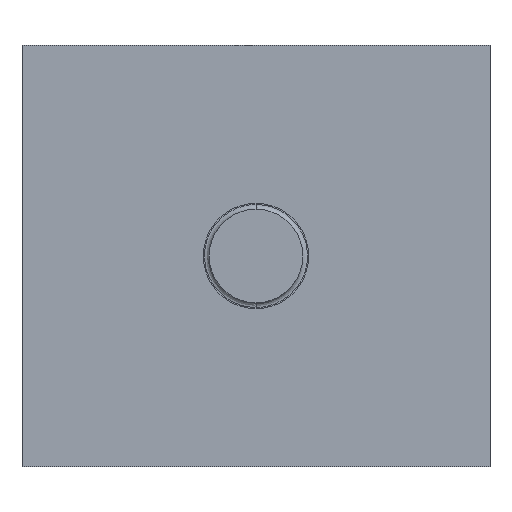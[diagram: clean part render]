
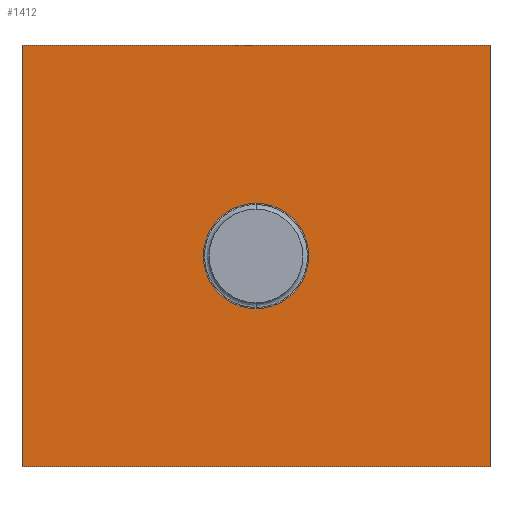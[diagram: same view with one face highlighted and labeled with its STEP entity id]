
A CAD part, front view. The second image highlights one B-rep face of the part: STEP entity #1412.
In plain terms, the highlighted planar face has unit normal (0, -1, 0).
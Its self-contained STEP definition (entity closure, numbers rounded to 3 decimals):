
#6 = AXIS2_PLACEMENT_3D ( 'NONE', #438, #300, #281 ) ;
#9 = CIRCLE ( 'NONE', #1866, 4.5 ) ;
#18 = ORIENTED_EDGE ( 'NONE', *, *, #796, .T. ) ;
#82 = VECTOR ( 'NONE', #249, 1000. ) ;
#90 = LINE ( 'NONE', #1554, #1814 ) ;
#117 = CARTESIAN_POINT ( 'NONE',  ( -20., 0., 0. ) ) ;
#133 = EDGE_CURVE ( 'NONE', #1923, #515, #9, .T. ) ;
#143 = ORIENTED_EDGE ( 'NONE', *, *, #133, .T. ) ;
#184 = CARTESIAN_POINT ( 'NONE',  ( -40., 0., 0. ) ) ;
#237 = DIRECTION ( 'NONE',  ( 1., 0., 0. ) ) ;
#240 = PLANE ( 'NONE',  #6 ) ;
#249 = DIRECTION ( 'NONE',  ( -1., 0., 0. ) ) ;
#281 = DIRECTION ( 'NONE',  ( 0., 0., -1. ) ) ;
#300 = DIRECTION ( 'NONE',  ( 0., -1., 0. ) ) ;
#367 = EDGE_LOOP ( 'NONE', ( #143, #1549 ) ) ;
#374 = ORIENTED_EDGE ( 'NONE', *, *, #1161, .T. ) ;
#438 = CARTESIAN_POINT ( 'NONE',  ( 0., 0., 0. ) ) ;
#515 = VERTEX_POINT ( 'NONE', #1237 ) ;
#561 = EDGE_CURVE ( 'NONE', #1944, #1252, #90, .T. ) ;
#644 = DIRECTION ( 'NONE',  ( 0., 0., 1. ) ) ;
#686 = VERTEX_POINT ( 'NONE', #2004 ) ;
#796 = EDGE_CURVE ( 'NONE', #686, #1944, #887, .T. ) ;
#873 = EDGE_LOOP ( 'NONE', ( #18, #1371, #374, #1859 ) ) ;
#884 = FACE_OUTER_BOUND ( 'NONE', #873, .T. ) ;
#887 = LINE ( 'NONE', #1011, #1413 ) ;
#894 = EDGE_CURVE ( 'NONE', #515, #1923, #1813, .T. ) ;
#912 = DIRECTION ( 'NONE',  ( 0., 0., -1. ) ) ;
#951 = VERTEX_POINT ( 'NONE', #1882 ) ;
#1011 = CARTESIAN_POINT ( 'NONE',  ( 0., 0., -18. ) ) ;
#1072 = EDGE_CURVE ( 'NONE', #951, #686, #1885, .T. ) ;
#1161 = EDGE_CURVE ( 'NONE', #1252, #951, #2014, .T. ) ;
#1231 = CARTESIAN_POINT ( 'NONE',  ( -20., 0., -4.5 ) ) ;
#1237 = CARTESIAN_POINT ( 'NONE',  ( -20., 0., 4.5 ) ) ;
#1239 = DIRECTION ( 'NONE',  ( 0., 1., 0. ) ) ;
#1252 = VERTEX_POINT ( 'NONE', #1663 ) ;
#1371 = ORIENTED_EDGE ( 'NONE', *, *, #561, .T. ) ;
#1401 = DIRECTION ( 'NONE',  ( 0., 0., -1. ) ) ;
#1412 = ADVANCED_FACE ( 'NONE', ( #1433, #884 ), #240, .T. ) ;
#1413 = VECTOR ( 'NONE', #237, 1000. ) ;
#1433 = FACE_BOUND ( 'NONE', #367, .T. ) ;
#1437 = DIRECTION ( 'NONE',  ( 0., 0., -1. ) ) ;
#1493 = AXIS2_PLACEMENT_3D ( 'NONE', #117, #1239, #1401 ) ;
#1549 = ORIENTED_EDGE ( 'NONE', *, *, #894, .T. ) ;
#1554 = CARTESIAN_POINT ( 'NONE',  ( 0., 0., 0. ) ) ;
#1557 = VECTOR ( 'NONE', #1437, 1000. ) ;
#1663 = CARTESIAN_POINT ( 'NONE',  ( 0., 0., 18. ) ) ;
#1690 = CARTESIAN_POINT ( 'NONE',  ( 0., 0., -18. ) ) ;
#1693 = DIRECTION ( 'NONE',  ( 0., 1., 0. ) ) ;
#1813 = CIRCLE ( 'NONE', #1493, 4.5 ) ;
#1814 = VECTOR ( 'NONE', #644, 1000. ) ;
#1859 = ORIENTED_EDGE ( 'NONE', *, *, #1072, .T. ) ;
#1866 = AXIS2_PLACEMENT_3D ( 'NONE', #2028, #1693, #912 ) ;
#1882 = CARTESIAN_POINT ( 'NONE',  ( -40., 0., 18. ) ) ;
#1885 = LINE ( 'NONE', #184, #1557 ) ;
#1923 = VERTEX_POINT ( 'NONE', #1231 ) ;
#1944 = VERTEX_POINT ( 'NONE', #1690 ) ;
#2004 = CARTESIAN_POINT ( 'NONE',  ( -40., 0., -18. ) ) ;
#2014 = LINE ( 'NONE', #2017, #82 ) ;
#2017 = CARTESIAN_POINT ( 'NONE',  ( 0., 0., 18. ) ) ;
#2028 = CARTESIAN_POINT ( 'NONE',  ( -20., 0., 0. ) ) ;
